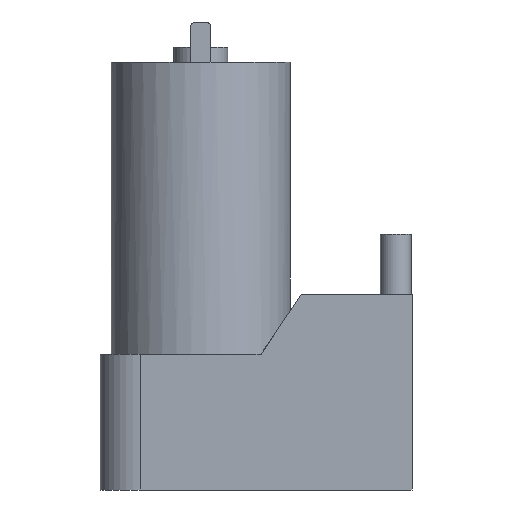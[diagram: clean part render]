
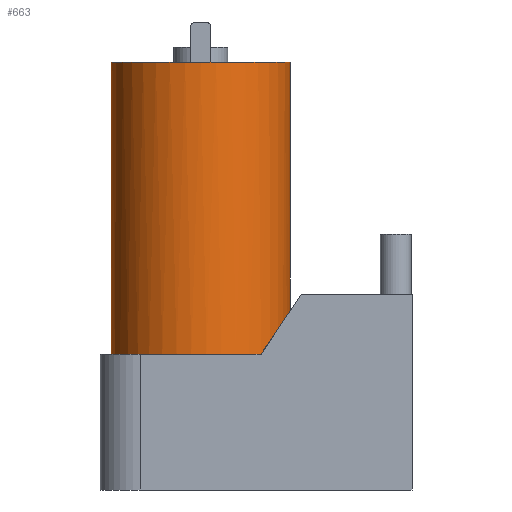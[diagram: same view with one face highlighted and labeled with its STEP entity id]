
A CAD part, left-side view. The second image highlights one B-rep face of the part: STEP entity #663.
In plain terms, the highlighted cylindrical face has radius 17.8 mm (diameter 35.6 mm), a full revolution.
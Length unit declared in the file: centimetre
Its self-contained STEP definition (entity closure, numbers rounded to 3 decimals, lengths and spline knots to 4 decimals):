
#104=ELLIPSE('',#717,3.172,1.78);
#262=VERTEX_POINT('',#995);
#263=VERTEX_POINT('',#996);
#266=VERTEX_POINT('',#1006);
#299=CIRCLE('',#719,1.78);
#300=CIRCLE('',#720,1.78);
#351=EDGE_CURVE('',#262,#263,#104,.T.);
#356=EDGE_CURVE('',#263,#262,#299,.T.);
#357=EDGE_CURVE('',#266,#266,#300,.T.);
#458=ORIENTED_EDGE('',*,*,#351,.T.);
#459=ORIENTED_EDGE('',*,*,#356,.T.);
#460=ORIENTED_EDGE('',*,*,#357,.T.);
#566=EDGE_LOOP('',(#458,#459));
#567=EDGE_LOOP('',(#460));
#619=FACE_BOUND('',#566,.T.);
#620=FACE_BOUND('',#567,.T.);
#663=ADVANCED_FACE('',(#619,#620),#1070,.T.);
#717=AXIS2_PLACEMENT_3D('',#994,#833,#834);
#718=AXIS2_PLACEMENT_3D('',#1003,#839,#840);
#719=AXIS2_PLACEMENT_3D('',#1004,#841,#842);
#720=AXIS2_PLACEMENT_3D('',#1005,#843,#844);
#833=DIRECTION('',(0.,0.828,0.561));
#834=DIRECTION('',(0.,1.78,-2.626));
#839=DIRECTION('',(0.,0.,1.));
#840=DIRECTION('',(1.78,0.,0.));
#841=DIRECTION('',(0.,0.,1.));
#842=DIRECTION('',(1.78,0.,0.));
#843=DIRECTION('',(0.,0.,-1.));
#844=DIRECTION('',(1.78,0.,0.));
#994=CARTESIAN_POINT('',(0.,0.,-1.77));
#995=CARTESIAN_POINT('',(-1.3147,-1.2,0.));
#996=CARTESIAN_POINT('',(1.3147,-1.2,0.));
#1003=CARTESIAN_POINT('',(0.,0.,0.));
#1004=CARTESIAN_POINT('',(0.,0.,0.));
#1005=CARTESIAN_POINT('',(0.,0.,5.8));
#1006=CARTESIAN_POINT('',(1.78,0.,5.8));
#1070=CYLINDRICAL_SURFACE('',#718,1.78);
